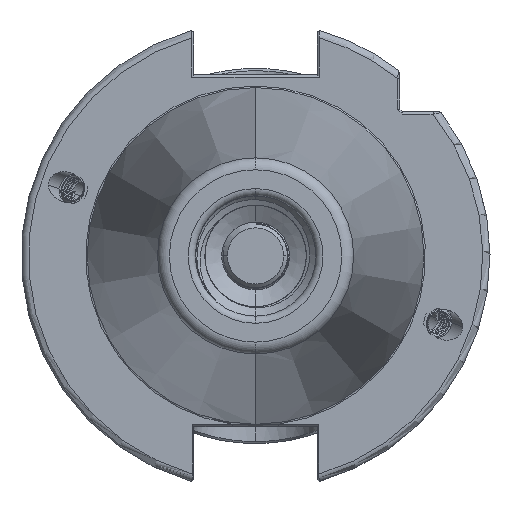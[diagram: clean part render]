
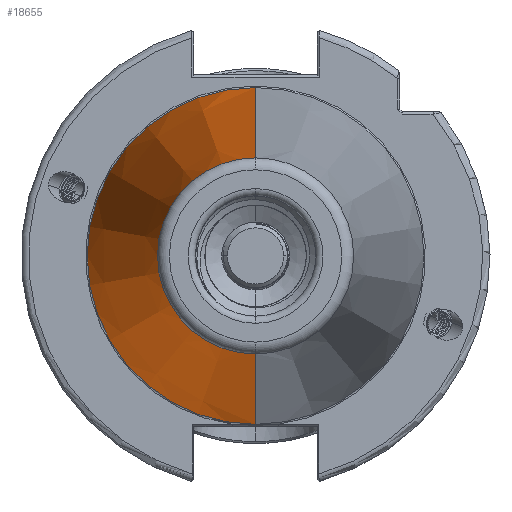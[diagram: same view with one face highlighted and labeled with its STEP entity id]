
A CAD part, left-side view. The second image highlights one B-rep face of the part: STEP entity #18655.
In plain terms, the highlighted conical face has half-angle 8.297 degrees and reference radius 35.392 mm.
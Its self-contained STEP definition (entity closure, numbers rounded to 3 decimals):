
#9712 = EDGE_CURVE ( 'NONE', #12124, #12096, #20211, .T. ) ;
#11906 = EDGE_LOOP ( 'NONE', ( #35169, #35132, #35176, #35062, #35144 ) ) ;
#12096 = VERTEX_POINT ( 'NONE', #23160 ) ;
#12108 = VERTEX_POINT ( 'NONE', #23157 ) ;
#12124 = VERTEX_POINT ( 'NONE', #23150 ) ;
#12222 = VERTEX_POINT ( 'NONE', #23226 ) ;
#12305 = VERTEX_POINT ( 'NONE', #23268 ) ;
#18655 = ADVANCED_FACE ( 'NONE', ( #19608 ), #19621, .T. ) ;
#19608 = FACE_OUTER_BOUND ( 'NONE', #11906, .T. ) ;
#19621 = CONICAL_SURFACE ( 'NONE', #22735, 35.392, 0.145 ) ;
#20156 = CIRCLE ( 'NONE', #22454, 35.027 ) ;
#20159 = LINE ( 'NONE', #37835, #20189 ) ;
#20177 = CIRCLE ( 'NONE', #22434, 35.027 ) ;
#20189 = VECTOR ( 'NONE', #37841, 1000. ) ;
#20211 = CIRCLE ( 'NONE', #22289, 20.399 ) ;
#21654 = EDGE_CURVE ( 'NONE', #12222, #12108, #20177, .T. ) ;
#21668 = EDGE_CURVE ( 'NONE', #12305, #12222, #20156, .T. ) ;
#21672 = EDGE_CURVE ( 'NONE', #12096, #12108, #20159, .T. ) ;
#21709 = EDGE_CURVE ( 'NONE', #12124, #12305, #27634, .T. ) ;
#22289 = AXIS2_PLACEMENT_3D ( 'NONE', #41675, #41681, #41678 ) ;
#22434 = AXIS2_PLACEMENT_3D ( 'NONE', #37794, #37785, #37791 ) ;
#22454 = AXIS2_PLACEMENT_3D ( 'NONE', #37790, #37836, #37834 ) ;
#22735 = AXIS2_PLACEMENT_3D ( 'NONE', #32812, #32825, #32840 ) ;
#23150 = CARTESIAN_POINT ( 'NONE',  ( -102.811, 0., -20.399 ) ) ;
#23157 = CARTESIAN_POINT ( 'NONE',  ( -2.5, 0., 35.027 ) ) ;
#23160 = CARTESIAN_POINT ( 'NONE',  ( -102.811, 0., 20.399 ) ) ;
#23226 = CARTESIAN_POINT ( 'NONE',  ( -2.5, 35.027, 0. ) ) ;
#23268 = CARTESIAN_POINT ( 'NONE',  ( -2.5, 0., -35.027 ) ) ;
#27634 = LINE ( 'NONE', #37979, #27635 ) ;
#27635 = VECTOR ( 'NONE', #37949, 1000. ) ;
#32812 = CARTESIAN_POINT ( 'NONE',  ( 0., 0., 0. ) ) ;
#32825 = DIRECTION ( 'NONE',  ( 1., 0., 0. ) ) ;
#32840 = DIRECTION ( 'NONE',  ( 0., 0., -1. ) ) ;
#35062 = ORIENTED_EDGE ( 'NONE', *, *, #21668, .F. ) ;
#35132 = ORIENTED_EDGE ( 'NONE', *, *, #21672, .T. ) ;
#35144 = ORIENTED_EDGE ( 'NONE', *, *, #21709, .F. ) ;
#35169 = ORIENTED_EDGE ( 'NONE', *, *, #9712, .T. ) ;
#35176 = ORIENTED_EDGE ( 'NONE', *, *, #21654, .F. ) ;
#37785 = DIRECTION ( 'NONE',  ( 1., 0., 0. ) ) ;
#37790 = CARTESIAN_POINT ( 'NONE',  ( -2.5, 0., 0. ) ) ;
#37791 = DIRECTION ( 'NONE',  ( 0., 1., 0. ) ) ;
#37794 = CARTESIAN_POINT ( 'NONE',  ( -2.5, 0., 0. ) ) ;
#37834 = DIRECTION ( 'NONE',  ( 0., 1., 0. ) ) ;
#37835 = CARTESIAN_POINT ( 'NONE',  ( 0., 0., 35.392 ) ) ;
#37836 = DIRECTION ( 'NONE',  ( 1., 0., 0. ) ) ;
#37841 = DIRECTION ( 'NONE',  ( 0.99, 0., 0.144 ) ) ;
#37949 = DIRECTION ( 'NONE',  ( 0.99, 0., -0.144 ) ) ;
#37979 = CARTESIAN_POINT ( 'NONE',  ( 0., 0., -35.392 ) ) ;
#41675 = CARTESIAN_POINT ( 'NONE',  ( -102.811, 0., 0. ) ) ;
#41678 = DIRECTION ( 'NONE',  ( 0., 0., 1. ) ) ;
#41681 = DIRECTION ( 'NONE',  ( 1., 0., 0. ) ) ;
